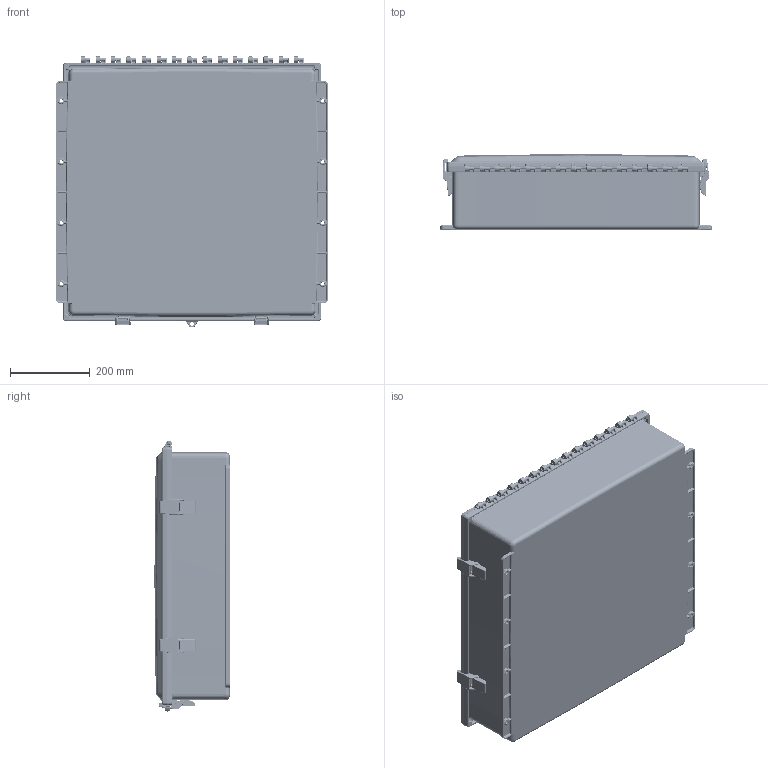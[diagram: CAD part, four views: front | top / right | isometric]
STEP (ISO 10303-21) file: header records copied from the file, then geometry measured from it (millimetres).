
FILE_DESCRIPTION (( 'STEP AP214' ), '1' );
FILE_NAME ('TEPCSL242406-KIT_3D.step', '2025-02-10T22:22:41', ( '' ), ( '' ), 'SwSTEP 2.0', 'SolidWorks 2022', '' );
FILE_SCHEMA (( 'AUTOMOTIVE_DESIGN' ));
Length unit declared in the file: inch
Products named in the file (1): TEPCSL242406-KIT_3D
Bounding box: 678.94 x 188.15 x 677.58 mm (x, y, z)
Volume: 6396179.6 mm3; surface area: 3546231.7 mm2
Topology: 24 solids, 24 shells, 7136 faces, 16873 edges, 9807 vertices
Faces by surface type: cylinder 2414, bspline 2060, plane 1248, torus 717, cone 651, sphere 46
Entity records: 381259 total; most frequent: CARTESIAN_POINT 238907, ORIENTED_EDGE 33742, DIRECTION 24673, EDGE_CURVE 16871, VERTEX_POINT 9807, AXIS2_PLACEMENT_3D 9772, EDGE_LOOP 7280, FACE_OUTER_BOUND 7136
